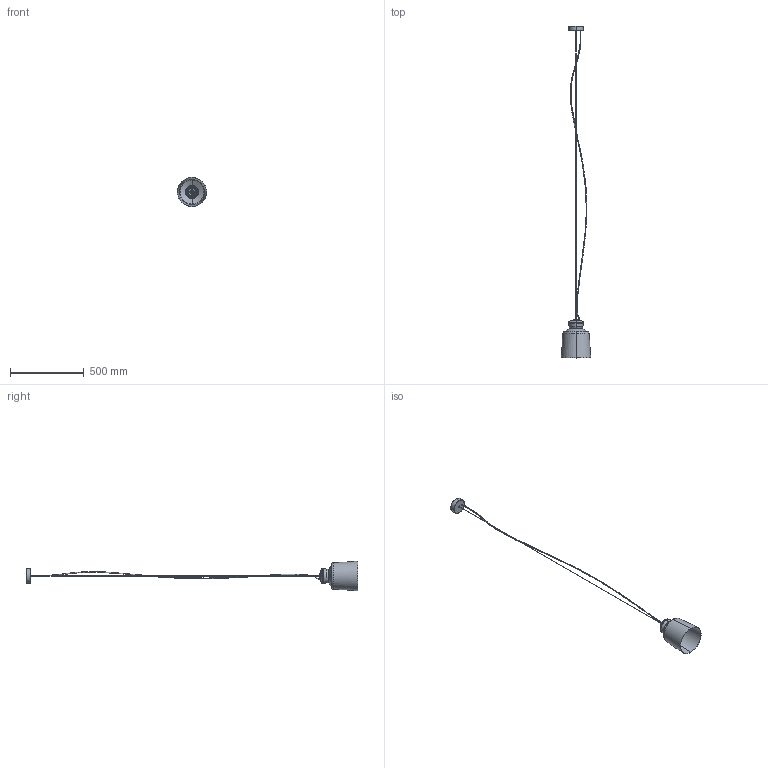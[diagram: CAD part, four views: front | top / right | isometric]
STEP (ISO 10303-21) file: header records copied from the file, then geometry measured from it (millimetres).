
FILE_DESCRIPTION(/* description */ (''),/* implementation_level */ '2;1');
FILE_NAME(/* name */ 'Santi-Borachia 20cm',/* time_stamp */ '2019-05-24T10:59:46+02:00',/* author */ (''),/* organization */ (''),/* preprocessor_version */ 'ST-DEVELOPER v15',/* originating_system */ '',/* authorisation */ '');
FILE_SCHEMA (('AUTOMOTIVE_DESIGN'));
Length unit declared in the file: millimetre
Products named in the file (1): Document
Bounding box: 199.59 x 2249.82 x 200 mm (x, y, z)
Volume: 422845.5 mm3; surface area: 364522.6 mm2
Topology: 6 solids, 6 shells, 179 faces, 447 edges, 268 vertices
Faces by surface type: bspline 161, plane 18
Entity records: 11632 total; most frequent: CARTESIAN_POINT 9092, ORIENTED_EDGE 894, EDGE_CURVE 447, VERTEX_POINT 268, EDGE_LOOP 243, ADVANCED_FACE 179, FACE_OUTER_BOUND 179, B_SPLINE_CURVE_WITH_KNOTS 121
